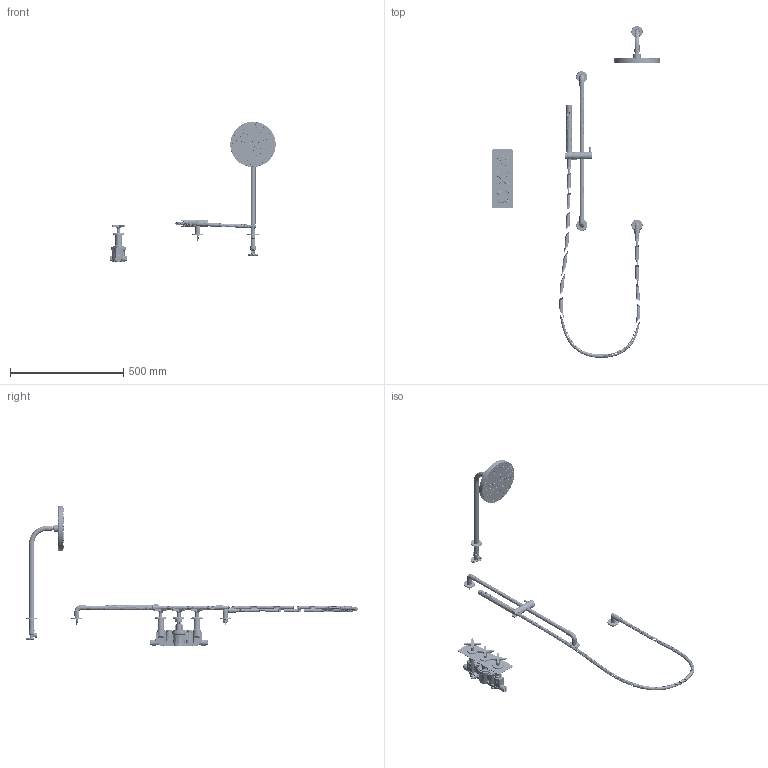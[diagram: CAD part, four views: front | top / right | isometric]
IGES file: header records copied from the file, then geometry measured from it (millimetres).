
Global section: file name: FORMET20B1COX; native system: Autodesk Inventor 2020; preprocessor: unknown; author: rclarke; date: 20221130.094729; units: millimetre
Bounding box: 738.52 x 1465.35 x 619.93 mm (x, y, z)
Volume: 1864124.9 mm3; surface area: 904179.3 mm2
Topology: 361 solids, 377 shells, 9029 faces, 24122 edges, 16430 vertices
Faces by surface type: bspline 9029
